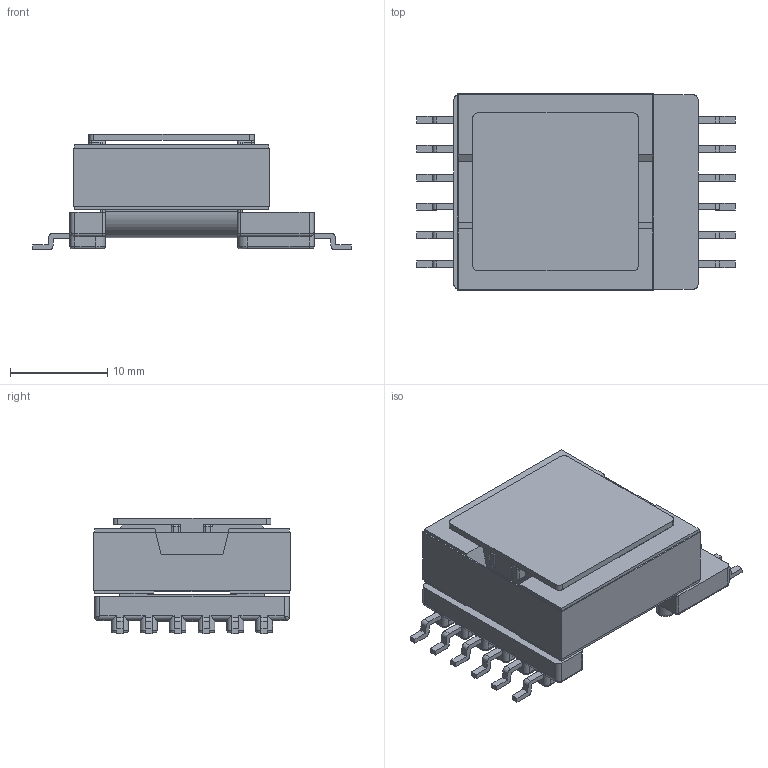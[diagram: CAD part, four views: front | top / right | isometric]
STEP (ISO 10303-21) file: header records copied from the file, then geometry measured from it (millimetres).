
FILE_DESCRIPTION(/* description */ ('Unknown'),/* implementation_level */ '2;1');
FILE_NAME(/* name */ 'T_Wurth_WE-OLEFD-EFD20SMT',/* time_stamp */ '2025-12-25T16:44:12+08:00',/* author */ ('Unknown'),/* organization */ ('Unknown'),/* preprocessor_version */ 'ST-DEVELOPER v19.4',/* originating_system */ 'Solid Edge',/* authorisation */ 'Unknown');
FILE_SCHEMA (('AUTOMOTIVE_DESIGN {1 0 10303 214 3 1 1}'));
Length unit declared in the file: millimetre
Products named in the file (2): T_Wurth_WE-OLEFD-EFD20SMT
Assembly tree (1 placements, depth 2):
  T_Wurth_WE-OLEFD-EFD20SMT
    T_Wurth_WE-OLEFD-EFD20SMT
Bounding box: 32.73 x 20.2 x 11.9 mm (x, y, z)
Volume: 3799.5 mm3; surface area: 4307.4 mm2
Topology: 1 solids, 1 shells, 555 faces, 1485 edges, 918 vertices
Faces by surface type: plane 277, cylinder 198, torus 60, sphere 16, bspline 4
Entity records: 21267 total; most frequent: CARTESIAN_POINT 3534, ORIENTED_EDGE 2930, DIRECTION 2891, EDGE_CURVE 1465, AXIS2_PLACEMENT_3D 967, LINE 957, VECTOR 957, VERTEX_POINT 918
